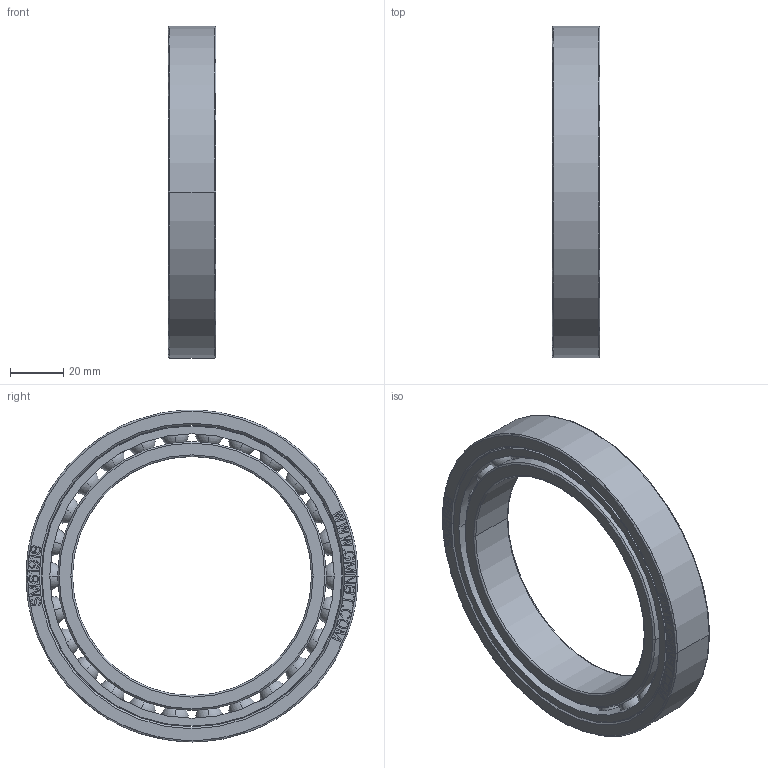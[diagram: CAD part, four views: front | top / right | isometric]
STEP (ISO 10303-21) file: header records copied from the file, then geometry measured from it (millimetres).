
FILE_DESCRIPTION((''),'2;1');
FILE_NAME('SM61918_PRT','2014-03-19T',('sales 4'),(''),'PRO/ENGINEER BY PARAMETRIC TECHNOLOGY CORPORATION, 2013150','PRO/ENGINEER BY PARAMETRIC TECHNOLOGY CORPORATION, 2013150','');
FILE_SCHEMA(('AUTOMOTIVE_DESIGN { 1 0 10303 214 1 1 1 1 }'));
Length unit declared in the file: millimetre
Products named in the file (1): SM61918_PRT
Bounding box: 18.01 x 125 x 125 mm (x, y, z)
Volume: 82294.5 mm3; surface area: 51234 mm2
Topology: 3 solids, 3 shells, 802 faces, 2235 edges, 1410 vertices
Faces by surface type: plane 558, cylinder 118, sphere 104, torus 12, cone 10
Entity records: 48324 total; most frequent: CARTESIAN_POINT 21741, ORIENTED_EDGE 4262, DIRECTION 3795, PRESENTATION_STYLE_ASSIGNMENT 2164, STYLED_ITEM 2134, CURVE_STYLE 2131, EDGE_CURVE 2131, VECTOR 1655
